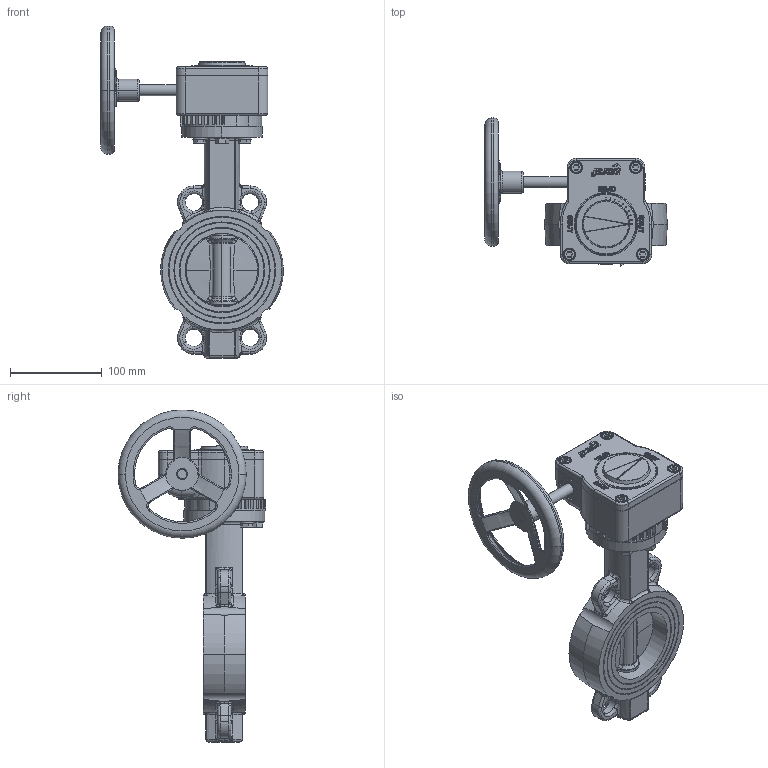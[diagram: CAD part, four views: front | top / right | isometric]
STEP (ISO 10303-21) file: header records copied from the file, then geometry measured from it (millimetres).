
FILE_DESCRIPTION(('HOOPS Exchange Step'),'2;1');
FILE_NAME('AK0813_DN80.stp','2025-08-26T15:28:26+02:00',('nieru'),('Unknown organisation'),'HOOPS Exchange 2024.2','HOOPS Exchange','Unknown authorisation');
FILE_SCHEMA( ('AP203_CONFIGURATION_CONTROLLED_3D_DESIGN_OF_MECHANICAL_PARTS_AND_ASSEMBLIES_MIM_LF') );
Length unit declared in the file: millimetre
Products named in the file (3): 0; root
Assembly tree (2 placements, depth 3):
  root
    0
      0
Bounding box: 199.5 x 161.53 x 362.5 mm (x, y, z)
Volume: 1332962.9 mm3; surface area: 284534 mm2
Topology: 25 solids, 25 shells, 3291 faces, 8022 edges, 4774 vertices
Faces by surface type: cylinder 1126, bspline 1088, plane 651, torus 242, cone 173, sphere 11
Full cylindrical faces by diameter (mm): 7 x4, 7.258 x4, 7.984 x4, 8.4 x2, 12 x5, 12.8 x4, 13.996 x1, 14.517 x4, 16 x2, 16.569 x1, 19.719 x1, 20 x1, 24.305 x1, 26.365 x1, 27.029 x1, 43 x1, 52 x1
Entity records: 339098 total; most frequent: CARTESIAN_POINT 269870, ORIENTED_EDGE 15878, DIRECTION 12000, EDGE_CURVE 7939, VERTEX_POINT 4774, AXIS2_PLACEMENT_3D 4647, EDGE_LOOP 3459, FACE_BOUND 3459
